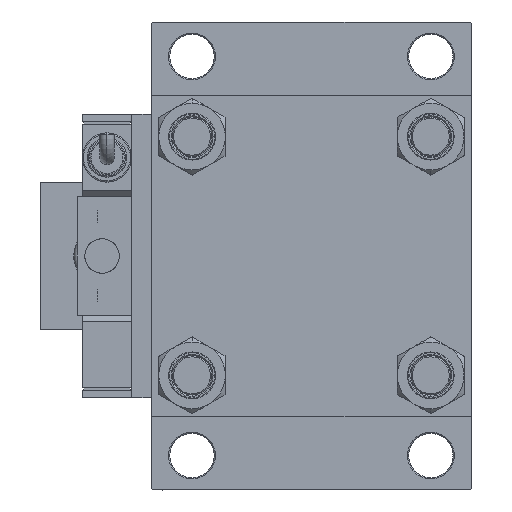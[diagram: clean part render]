
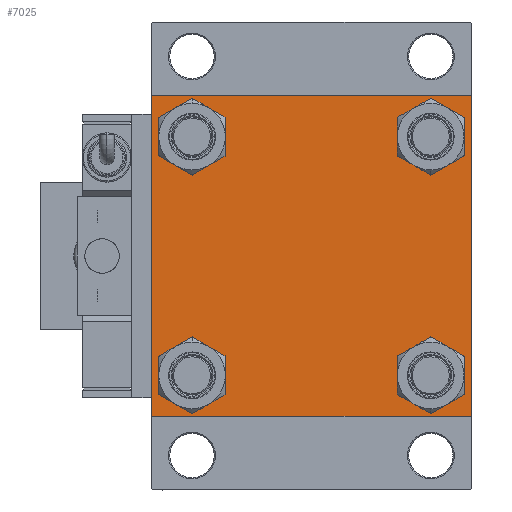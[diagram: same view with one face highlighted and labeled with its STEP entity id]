
A CAD part, left-side view. The second image highlights one B-rep face of the part: STEP entity #7025.
In plain terms, the highlighted planar face has unit normal (-1, 0, 0).
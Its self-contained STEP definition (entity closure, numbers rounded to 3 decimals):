
#469 = ORIENTED_EDGE ( 'NONE', *, *, #24187, .T. ) ;
#709 = CARTESIAN_POINT ( 'NONE',  ( 0., 64.5, 65. ) ) ;
#745 = PLANE ( 'NONE',  #10708 ) ;
#970 = ORIENTED_EDGE ( 'NONE', *, *, #16648, .F. ) ;
#1199 = LINE ( 'NONE', #12519, #48553 ) ;
#1311 = EDGE_CURVE ( 'NONE', #29051, #39817, #52266, .T. ) ;
#1838 = DIRECTION ( 'NONE',  ( 0., 0., 1. ) ) ;
#1901 = CARTESIAN_POINT ( 'NONE',  ( 0., 64.75, 64.75 ) ) ;
#2301 = EDGE_CURVE ( 'NONE', #49228, #25467, #11211, .T. ) ;
#2755 = CARTESIAN_POINT ( 'NONE',  ( 0., -65., 65. ) ) ;
#2811 = AXIS2_PLACEMENT_3D ( 'NONE', #27554, #27294, #31389 ) ;
#2986 = LINE ( 'NONE', #44592, #29011 ) ;
#3038 = VERTEX_POINT ( 'NONE', #20708 ) ;
#3779 = FACE_BOUND ( 'NONE', #52604, .T. ) ;
#3839 = CIRCLE ( 'NONE', #12563, 8.5 ) ;
#4136 = ORIENTED_EDGE ( 'NONE', *, *, #53373, .T. ) ;
#6061 = AXIS2_PLACEMENT_3D ( 'NONE', #46475, #42366, #30045 ) ;
#6238 = CARTESIAN_POINT ( 'NONE',  ( 0., 48.45, 48.45 ) ) ;
#6263 = VERTEX_POINT ( 'NONE', #26197 ) ;
#6325 = CARTESIAN_POINT ( 'NONE',  ( 0., -65., 64.5 ) ) ;
#6399 = ORIENTED_EDGE ( 'NONE', *, *, #53412, .T. ) ;
#7025 = ADVANCED_FACE ( 'NONE', ( #20454, #42344, #20721, #3779, #33060 ), #745, .T. ) ;
#7765 = VERTEX_POINT ( 'NONE', #20464 ) ;
#8072 = VERTEX_POINT ( 'NONE', #53557 ) ;
#8350 = VERTEX_POINT ( 'NONE', #36781 ) ;
#9259 = VECTOR ( 'NONE', #36132, 1000. ) ;
#9289 = EDGE_CURVE ( 'NONE', #39817, #49228, #14519, .T. ) ;
#9469 = CARTESIAN_POINT ( 'NONE',  ( 0., -64.75, 64.75 ) ) ;
#10410 = DIRECTION ( 'NONE',  ( 0., -1., 0. ) ) ;
#10708 = AXIS2_PLACEMENT_3D ( 'NONE', #34140, #12528, #24840 ) ;
#11211 = LINE ( 'NONE', #27900, #38256 ) ;
#11516 = CARTESIAN_POINT ( 'NONE',  ( 0., 48.45, -48.45 ) ) ;
#12519 = CARTESIAN_POINT ( 'NONE',  ( 0., 65., 65. ) ) ;
#12528 = DIRECTION ( 'NONE',  ( -1., 0., 0. ) ) ;
#12563 = AXIS2_PLACEMENT_3D ( 'NONE', #12633, #45740, #50128 ) ;
#12633 = CARTESIAN_POINT ( 'NONE',  ( 0., -48.45, 48.45 ) ) ;
#12789 = DIRECTION ( 'NONE',  ( 0., -1., 0. ) ) ;
#12821 = EDGE_CURVE ( 'NONE', #3038, #6263, #31777, .T. ) ;
#13141 = CIRCLE ( 'NONE', #20120, 8.5 ) ;
#13468 = DIRECTION ( 'NONE',  ( 1., 0., 0. ) ) ;
#13533 = CARTESIAN_POINT ( 'NONE',  ( 0., 65., -64.5 ) ) ;
#14519 = LINE ( 'NONE', #22185, #20364 ) ;
#15057 = AXIS2_PLACEMENT_3D ( 'NONE', #6238, #31914, #1838 ) ;
#16254 = CARTESIAN_POINT ( 'NONE',  ( 0., -48.45, 48.45 ) ) ;
#16648 = EDGE_CURVE ( 'NONE', #29051, #25529, #1199, .T. ) ;
#16765 = ORIENTED_EDGE ( 'NONE', *, *, #30739, .T. ) ;
#17879 = EDGE_CURVE ( 'NONE', #46212, #45866, #23835, .T. ) ;
#18099 = ORIENTED_EDGE ( 'NONE', *, *, #52386, .T. ) ;
#18420 = EDGE_LOOP ( 'NONE', ( #48642, #35257, #40327, #18099, #22184, #469, #970, #28751 ) ) ;
#20041 = CIRCLE ( 'NONE', #24397, 8.5 ) ;
#20120 = AXIS2_PLACEMENT_3D ( 'NONE', #11516, #37489, #21059 ) ;
#20364 = VECTOR ( 'NONE', #23000, 1000. ) ;
#20454 = FACE_BOUND ( 'NONE', #36752, .T. ) ;
#20464 = CARTESIAN_POINT ( 'NONE',  ( 0., -48.45, -39.95 ) ) ;
#20585 = EDGE_LOOP ( 'NONE', ( #49837, #52667 ) ) ;
#20708 = CARTESIAN_POINT ( 'NONE',  ( 0., -48.45, 39.95 ) ) ;
#20721 = FACE_BOUND ( 'NONE', #20585, .T. ) ;
#21059 = DIRECTION ( 'NONE',  ( 0., 0., 1. ) ) ;
#22042 = DIRECTION ( 'NONE',  ( 0., 0.707, 0.707 ) ) ;
#22184 = ORIENTED_EDGE ( 'NONE', *, *, #17879, .F. ) ;
#22185 = CARTESIAN_POINT ( 'NONE',  ( 0., 65., 65. ) ) ;
#22444 = CIRCLE ( 'NONE', #42508, 8.5 ) ;
#23000 = DIRECTION ( 'NONE',  ( 0., 0., -1. ) ) ;
#23809 = CIRCLE ( 'NONE', #15057, 8.5 ) ;
#23835 = LINE ( 'NONE', #2755, #9259 ) ;
#24187 = EDGE_CURVE ( 'NONE', #46212, #25529, #43109, .T. ) ;
#24397 = AXIS2_PLACEMENT_3D ( 'NONE', #54095, #50801, #46672 ) ;
#24840 = DIRECTION ( 'NONE',  ( 0., 0., 1. ) ) ;
#25293 = DIRECTION ( 'NONE',  ( 1., 0., 0. ) ) ;
#25467 = VERTEX_POINT ( 'NONE', #29300 ) ;
#25529 = VERTEX_POINT ( 'NONE', #43255 ) ;
#26197 = CARTESIAN_POINT ( 'NONE',  ( 0., -48.45, 56.95 ) ) ;
#27294 = DIRECTION ( 'NONE',  ( 1., 0., 0. ) ) ;
#27554 = CARTESIAN_POINT ( 'NONE',  ( 0., -48.45, -48.45 ) ) ;
#27900 = CARTESIAN_POINT ( 'NONE',  ( 0., 64.75, -64.75 ) ) ;
#28600 = VECTOR ( 'NONE', #22042, 1000. ) ;
#28694 = DIRECTION ( 'NONE',  ( 0., -0.707, -0.707 ) ) ;
#28751 = ORIENTED_EDGE ( 'NONE', *, *, #1311, .T. ) ;
#29011 = VECTOR ( 'NONE', #10410, 1000. ) ;
#29051 = VERTEX_POINT ( 'NONE', #709 ) ;
#29300 = CARTESIAN_POINT ( 'NONE',  ( 0., 64.5, -65. ) ) ;
#30045 = DIRECTION ( 'NONE',  ( 0., 0., 1. ) ) ;
#30702 = CARTESIAN_POINT ( 'NONE',  ( 0., 48.45, -48.45 ) ) ;
#30739 = EDGE_CURVE ( 'NONE', #6263, #3038, #3839, .T. ) ;
#31389 = DIRECTION ( 'NONE',  ( 0., 0., 1. ) ) ;
#31777 = CIRCLE ( 'NONE', #45754, 8.5 ) ;
#31914 = DIRECTION ( 'NONE',  ( 1., 0., 0. ) ) ;
#33060 = FACE_OUTER_BOUND ( 'NONE', #18420, .T. ) ;
#33977 = ORIENTED_EDGE ( 'NONE', *, *, #44535, .T. ) ;
#34140 = CARTESIAN_POINT ( 'NONE',  ( 0., 0., 0. ) ) ;
#34421 = ORIENTED_EDGE ( 'NONE', *, *, #12821, .T. ) ;
#35257 = ORIENTED_EDGE ( 'NONE', *, *, #2301, .T. ) ;
#36132 = DIRECTION ( 'NONE',  ( 0., 0., -1. ) ) ;
#36155 = EDGE_CURVE ( 'NONE', #44969, #38184, #22444, .T. ) ;
#36357 = CARTESIAN_POINT ( 'NONE',  ( 0., 48.45, 39.95 ) ) ;
#36437 = ORIENTED_EDGE ( 'NONE', *, *, #43270, .T. ) ;
#36752 = EDGE_LOOP ( 'NONE', ( #16765, #34421 ) ) ;
#36781 = CARTESIAN_POINT ( 'NONE',  ( 0., -64.5, -65. ) ) ;
#37455 = LINE ( 'NONE', #37721, #42118 ) ;
#37489 = DIRECTION ( 'NONE',  ( 1., 0., 0. ) ) ;
#37721 = CARTESIAN_POINT ( 'NONE',  ( 0., -64.75, -64.75 ) ) ;
#38184 = VERTEX_POINT ( 'NONE', #41937 ) ;
#38256 = VECTOR ( 'NONE', #28694, 1000. ) ;
#38671 = VERTEX_POINT ( 'NONE', #42695 ) ;
#38846 = DIRECTION ( 'NONE',  ( 0., 0.707, -0.707 ) ) ;
#39688 = EDGE_LOOP ( 'NONE', ( #4136, #33977 ) ) ;
#39817 = VERTEX_POINT ( 'NONE', #44852 ) ;
#40327 = ORIENTED_EDGE ( 'NONE', *, *, #54093, .T. ) ;
#40834 = VECTOR ( 'NONE', #38846, 1000. ) ;
#41257 = CIRCLE ( 'NONE', #2811, 8.5 ) ;
#41834 = DIRECTION ( 'NONE',  ( 0., -0.707, 0.707 ) ) ;
#41937 = CARTESIAN_POINT ( 'NONE',  ( 0., 48.45, -56.95 ) ) ;
#42118 = VECTOR ( 'NONE', #41834, 1000. ) ;
#42344 = FACE_BOUND ( 'NONE', #39688, .T. ) ;
#42366 = DIRECTION ( 'NONE',  ( 1., 0., 0. ) ) ;
#42465 = DIRECTION ( 'NONE',  ( 0., 0., 1. ) ) ;
#42508 = AXIS2_PLACEMENT_3D ( 'NONE', #30702, #13468, #42465 ) ;
#42695 = CARTESIAN_POINT ( 'NONE',  ( 0., -48.45, -56.95 ) ) ;
#43109 = LINE ( 'NONE', #9469, #28600 ) ;
#43255 = CARTESIAN_POINT ( 'NONE',  ( 0., -64.5, 65. ) ) ;
#43270 = EDGE_CURVE ( 'NONE', #50179, #8072, #50587, .T. ) ;
#44535 = EDGE_CURVE ( 'NONE', #38671, #7765, #20041, .T. ) ;
#44592 = CARTESIAN_POINT ( 'NONE',  ( 0., 65., -65. ) ) ;
#44852 = CARTESIAN_POINT ( 'NONE',  ( 0., 65., 64.5 ) ) ;
#44969 = VERTEX_POINT ( 'NONE', #50175 ) ;
#45740 = DIRECTION ( 'NONE',  ( 1., 0., 0. ) ) ;
#45754 = AXIS2_PLACEMENT_3D ( 'NONE', #16254, #25293, #50467 ) ;
#45866 = VERTEX_POINT ( 'NONE', #47432 ) ;
#46212 = VERTEX_POINT ( 'NONE', #6325 ) ;
#46475 = CARTESIAN_POINT ( 'NONE',  ( 0., 48.45, 48.45 ) ) ;
#46672 = DIRECTION ( 'NONE',  ( 0., 0., 1. ) ) ;
#47432 = CARTESIAN_POINT ( 'NONE',  ( 0., -65., -64.5 ) ) ;
#48553 = VECTOR ( 'NONE', #12789, 1000. ) ;
#48642 = ORIENTED_EDGE ( 'NONE', *, *, #9289, .T. ) ;
#49228 = VERTEX_POINT ( 'NONE', #13533 ) ;
#49837 = ORIENTED_EDGE ( 'NONE', *, *, #36155, .T. ) ;
#49875 = EDGE_CURVE ( 'NONE', #38184, #44969, #13141, .T. ) ;
#50128 = DIRECTION ( 'NONE',  ( 0., 0., 1. ) ) ;
#50175 = CARTESIAN_POINT ( 'NONE',  ( 0., 48.45, -39.95 ) ) ;
#50179 = VERTEX_POINT ( 'NONE', #36357 ) ;
#50467 = DIRECTION ( 'NONE',  ( 0., 0., 1. ) ) ;
#50587 = CIRCLE ( 'NONE', #6061, 8.5 ) ;
#50801 = DIRECTION ( 'NONE',  ( 1., 0., 0. ) ) ;
#52266 = LINE ( 'NONE', #1901, #40834 ) ;
#52386 = EDGE_CURVE ( 'NONE', #8350, #45866, #37455, .T. ) ;
#52604 = EDGE_LOOP ( 'NONE', ( #6399, #36437 ) ) ;
#52667 = ORIENTED_EDGE ( 'NONE', *, *, #49875, .T. ) ;
#53373 = EDGE_CURVE ( 'NONE', #7765, #38671, #41257, .T. ) ;
#53412 = EDGE_CURVE ( 'NONE', #8072, #50179, #23809, .T. ) ;
#53557 = CARTESIAN_POINT ( 'NONE',  ( 0., 48.45, 56.95 ) ) ;
#54093 = EDGE_CURVE ( 'NONE', #25467, #8350, #2986, .T. ) ;
#54095 = CARTESIAN_POINT ( 'NONE',  ( 0., -48.45, -48.45 ) ) ;
